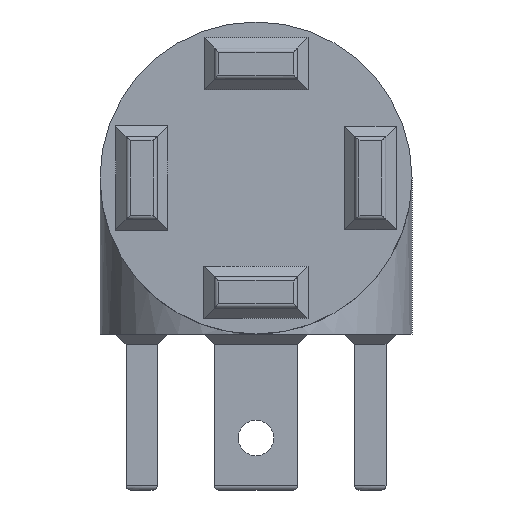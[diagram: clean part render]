
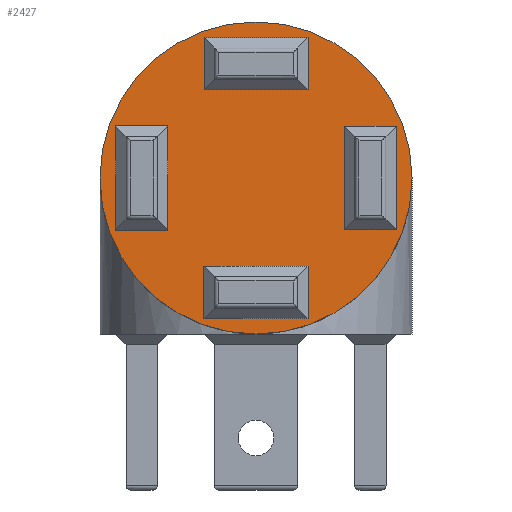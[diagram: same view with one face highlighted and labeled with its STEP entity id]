
A CAD part, front view. The second image highlights one B-rep face of the part: STEP entity #2427.
In plain terms, the highlighted planar face has unit normal (0, -1, 0).
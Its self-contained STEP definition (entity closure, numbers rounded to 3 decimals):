
#27 = CARTESIAN_POINT ( 'NONE',  ( -12.5, -15., 10. ) ) ;
#46 = VERTEX_POINT ( 'NONE', #1308 ) ;
#61 = EDGE_CURVE ( 'NONE', #3329, #1539, #3053, .T. ) ;
#62 = EDGE_CURVE ( 'NONE', #3267, #2210, #3474, .T. ) ;
#85 = CARTESIAN_POINT ( 'NONE',  ( 5., -15., 23.5 ) ) ;
#141 = ORIENTED_EDGE ( 'NONE', *, *, #1570, .T. ) ;
#158 = DIRECTION ( 'NONE',  ( 0., 1., 0. ) ) ;
#230 = LINE ( 'NONE', #438, #1339 ) ;
#235 = CARTESIAN_POINT ( 'NONE',  ( 13.5, -15., 11. ) ) ;
#253 = ORIENTED_EDGE ( 'NONE', *, *, #2916, .T. ) ;
#295 = DIRECTION ( 'NONE',  ( 0., 0., 1. ) ) ;
#301 = CARTESIAN_POINT ( 'NONE',  ( 0., -15., 15. ) ) ;
#354 = CARTESIAN_POINT ( 'NONE',  ( -4., -15., 1.5 ) ) ;
#357 = VERTEX_POINT ( 'NONE', #1452 ) ;
#361 = ORIENTED_EDGE ( 'NONE', *, *, #625, .T. ) ;
#372 = DIRECTION ( 'NONE',  ( -1., 0., 0. ) ) ;
#415 = CARTESIAN_POINT ( 'NONE',  ( 8.5, -15., 20. ) ) ;
#423 = VECTOR ( 'NONE', #2302, 1000. ) ;
#438 = CARTESIAN_POINT ( 'NONE',  ( 4., -15., 6.5 ) ) ;
#520 = LINE ( 'NONE', #2924, #2389 ) ;
#537 = FACE_BOUND ( 'NONE', #2946, .T. ) ;
#556 = FACE_BOUND ( 'NONE', #981, .T. ) ;
#559 = EDGE_LOOP ( 'NONE', ( #2241, #2855 ) ) ;
#566 = EDGE_LOOP ( 'NONE', ( #2400, #2966, #2106, #361 ) ) ;
#567 = EDGE_CURVE ( 'NONE', #3444, #917, #1162, .T. ) ;
#594 = CARTESIAN_POINT ( 'NONE',  ( 8.5, -15., 19. ) ) ;
#612 = EDGE_CURVE ( 'NONE', #1128, #3267, #2235, .T. ) ;
#625 = EDGE_CURVE ( 'NONE', #46, #2126, #1501, .T. ) ;
#652 = AXIS2_PLACEMENT_3D ( 'NONE', #2605, #158, #1594 ) ;
#677 = CARTESIAN_POINT ( 'NONE',  ( -13.5, -15., 10. ) ) ;
#698 = DIRECTION ( 'NONE',  ( 1., 0., 0. ) ) ;
#699 = VECTOR ( 'NONE', #3189, 1000. ) ;
#719 = CARTESIAN_POINT ( 'NONE',  ( -5., -15., 6.5 ) ) ;
#746 = CARTESIAN_POINT ( 'NONE',  ( -8.5, -15., 10. ) ) ;
#800 = FACE_BOUND ( 'NONE', #566, .T. ) ;
#807 = DIRECTION ( 'NONE',  ( 0., 0., -1. ) ) ;
#826 = EDGE_LOOP ( 'NONE', ( #253, #2794, #1757, #1091 ) ) ;
#847 = LINE ( 'NONE', #3322, #1694 ) ;
#895 = CARTESIAN_POINT ( 'NONE',  ( -5., -15., 27.5 ) ) ;
#917 = VERTEX_POINT ( 'NONE', #3401 ) ;
#939 = VECTOR ( 'NONE', #698, 1000. ) ;
#964 = DIRECTION ( 'NONE',  ( 0., 0., 1. ) ) ;
#981 = EDGE_LOOP ( 'NONE', ( #141, #1437, #3394, #1296 ) ) ;
#1003 = VECTOR ( 'NONE', #1680, 1000. ) ;
#1030 = CARTESIAN_POINT ( 'NONE',  ( 0., -15., 15. ) ) ;
#1091 = ORIENTED_EDGE ( 'NONE', *, *, #3449, .T. ) ;
#1128 = VERTEX_POINT ( 'NONE', #3205 ) ;
#1134 = CARTESIAN_POINT ( 'NONE',  ( -4., -15., 23.5 ) ) ;
#1162 = LINE ( 'NONE', #354, #2258 ) ;
#1181 = EDGE_CURVE ( 'NONE', #1406, #2307, #3024, .T. ) ;
#1199 = ORIENTED_EDGE ( 'NONE', *, *, #2250, .T. ) ;
#1236 = CARTESIAN_POINT ( 'NONE',  ( 9.5, -15., 10. ) ) ;
#1275 = CARTESIAN_POINT ( 'NONE',  ( 5., -15., 6.5 ) ) ;
#1277 = EDGE_CURVE ( 'NONE', #1539, #3329, #1505, .T. ) ;
#1278 = VECTOR ( 'NONE', #807, 1000. ) ;
#1296 = ORIENTED_EDGE ( 'NONE', *, *, #2305, .T. ) ;
#1308 = CARTESIAN_POINT ( 'NONE',  ( -5., -15., 28.5 ) ) ;
#1333 = VECTOR ( 'NONE', #2295, 1000. ) ;
#1339 = VECTOR ( 'NONE', #2123, 1000. ) ;
#1342 = LINE ( 'NONE', #3018, #1278 ) ;
#1391 = ORIENTED_EDGE ( 'NONE', *, *, #567, .T. ) ;
#1394 = DIRECTION ( 'NONE',  ( 0., 1., 0. ) ) ;
#1406 = VERTEX_POINT ( 'NONE', #746 ) ;
#1433 = DIRECTION ( 'NONE',  ( -1., 0., 0. ) ) ;
#1437 = ORIENTED_EDGE ( 'NONE', *, *, #612, .T. ) ;
#1438 = CARTESIAN_POINT ( 'NONE',  ( 5., -15., 28.5 ) ) ;
#1452 = CARTESIAN_POINT ( 'NONE',  ( -8.5, -15., 20. ) ) ;
#1501 = LINE ( 'NONE', #2316, #1564 ) ;
#1505 = CIRCLE ( 'NONE', #652, 15. ) ;
#1539 = VERTEX_POINT ( 'NONE', #3311 ) ;
#1541 = CARTESIAN_POINT ( 'NONE',  ( -13.5, -15., 20. ) ) ;
#1555 = VERTEX_POINT ( 'NONE', #719 ) ;
#1564 = VECTOR ( 'NONE', #3337, 1000. ) ;
#1565 = VECTOR ( 'NONE', #2674, 1000. ) ;
#1570 = EDGE_CURVE ( 'NONE', #1934, #1128, #3199, .T. ) ;
#1594 = DIRECTION ( 'NONE',  ( 0., 0., 1. ) ) ;
#1604 = DIRECTION ( 'NONE',  ( 0., 0., -1. ) ) ;
#1620 = PLANE ( 'NONE',  #1906 ) ;
#1680 = DIRECTION ( 'NONE',  ( 0., 0., 1. ) ) ;
#1694 = VECTOR ( 'NONE', #2753, 1000. ) ;
#1703 = DIRECTION ( 'NONE',  ( -1., 0., 0. ) ) ;
#1718 = EDGE_CURVE ( 'NONE', #2126, #2588, #1342, .T. ) ;
#1757 = ORIENTED_EDGE ( 'NONE', *, *, #2371, .T. ) ;
#1795 = VECTOR ( 'NONE', #964, 1000. ) ;
#1829 = EDGE_CURVE ( 'NONE', #1555, #2761, #230, .T. ) ;
#1891 = FACE_BOUND ( 'NONE', #826, .T. ) ;
#1906 = AXIS2_PLACEMENT_3D ( 'NONE', #1030, #2122, #295 ) ;
#1934 = VERTEX_POINT ( 'NONE', #2051 ) ;
#2005 = ORIENTED_EDGE ( 'NONE', *, *, #2808, .T. ) ;
#2027 = LINE ( 'NONE', #2108, #699 ) ;
#2036 = VERTEX_POINT ( 'NONE', #3263 ) ;
#2049 = LINE ( 'NONE', #2087, #423 ) ;
#2051 = CARTESIAN_POINT ( 'NONE',  ( 13.5, -15., 20. ) ) ;
#2087 = CARTESIAN_POINT ( 'NONE',  ( -5., -15., 5.5 ) ) ;
#2106 = ORIENTED_EDGE ( 'NONE', *, *, #3419, .T. ) ;
#2108 = CARTESIAN_POINT ( 'NONE',  ( 12.5, -15., 20. ) ) ;
#2122 = DIRECTION ( 'NONE',  ( 0., 1., 0. ) ) ;
#2123 = DIRECTION ( 'NONE',  ( 1., 0., 0. ) ) ;
#2126 = VERTEX_POINT ( 'NONE', #1438 ) ;
#2142 = LINE ( 'NONE', #2977, #2538 ) ;
#2210 = VERTEX_POINT ( 'NONE', #415 ) ;
#2228 = DIRECTION ( 'NONE',  ( 0., 0., 1. ) ) ;
#2235 = LINE ( 'NONE', #1236, #1333 ) ;
#2241 = ORIENTED_EDGE ( 'NONE', *, *, #1277, .F. ) ;
#2250 = EDGE_CURVE ( 'NONE', #917, #1555, #2049, .T. ) ;
#2258 = VECTOR ( 'NONE', #1433, 1000. ) ;
#2295 = DIRECTION ( 'NONE',  ( -1., 0., 0. ) ) ;
#2302 = DIRECTION ( 'NONE',  ( 0., 0., 1. ) ) ;
#2305 = EDGE_CURVE ( 'NONE', #2210, #1934, #2027, .T. ) ;
#2307 = VERTEX_POINT ( 'NONE', #677 ) ;
#2316 = CARTESIAN_POINT ( 'NONE',  ( 4., -15., 28.5 ) ) ;
#2371 = EDGE_CURVE ( 'NONE', #2307, #3511, #2142, .T. ) ;
#2389 = VECTOR ( 'NONE', #1604, 1000. ) ;
#2400 = ORIENTED_EDGE ( 'NONE', *, *, #1718, .T. ) ;
#2427 = ADVANCED_FACE ( 'NONE', ( #800, #1891, #556, #537, #3225 ), #1620, .F. ) ;
#2487 = EDGE_CURVE ( 'NONE', #2588, #2036, #3078, .T. ) ;
#2538 = VECTOR ( 'NONE', #2994, 1000. ) ;
#2576 = ORIENTED_EDGE ( 'NONE', *, *, #1829, .T. ) ;
#2588 = VERTEX_POINT ( 'NONE', #85 ) ;
#2605 = CARTESIAN_POINT ( 'NONE',  ( 0., -15., 15. ) ) ;
#2674 = DIRECTION ( 'NONE',  ( 0., 0., -1. ) ) ;
#2753 = DIRECTION ( 'NONE',  ( 0., 0., -1. ) ) ;
#2761 = VERTEX_POINT ( 'NONE', #1275 ) ;
#2794 = ORIENTED_EDGE ( 'NONE', *, *, #1181, .T. ) ;
#2802 = CARTESIAN_POINT ( 'NONE',  ( -9.5, -15., 20. ) ) ;
#2808 = EDGE_CURVE ( 'NONE', #2761, #3444, #520, .T. ) ;
#2816 = LINE ( 'NONE', #2802, #939 ) ;
#2855 = ORIENTED_EDGE ( 'NONE', *, *, #61, .F. ) ;
#2916 = EDGE_CURVE ( 'NONE', #357, #1406, #847, .T. ) ;
#2924 = CARTESIAN_POINT ( 'NONE',  ( 5., -15., 2.5 ) ) ;
#2946 = EDGE_LOOP ( 'NONE', ( #1391, #1199, #2576, #2005 ) ) ;
#2966 = ORIENTED_EDGE ( 'NONE', *, *, #2487, .T. ) ;
#2977 = CARTESIAN_POINT ( 'NONE',  ( -13.5, -15., 19. ) ) ;
#2994 = DIRECTION ( 'NONE',  ( 0., 0., 1. ) ) ;
#3018 = CARTESIAN_POINT ( 'NONE',  ( 5., -15., 24.5 ) ) ;
#3024 = LINE ( 'NONE', #27, #3049 ) ;
#3049 = VECTOR ( 'NONE', #1703, 1000. ) ;
#3053 = CIRCLE ( 'NONE', #3223, 15. ) ;
#3074 = CARTESIAN_POINT ( 'NONE',  ( 5., -15., 1.5 ) ) ;
#3078 = LINE ( 'NONE', #1134, #3440 ) ;
#3086 = CARTESIAN_POINT ( 'NONE',  ( 0., -15., 30. ) ) ;
#3189 = DIRECTION ( 'NONE',  ( 1., 0., 0. ) ) ;
#3199 = LINE ( 'NONE', #235, #1565 ) ;
#3205 = CARTESIAN_POINT ( 'NONE',  ( 13.5, -15., 10. ) ) ;
#3223 = AXIS2_PLACEMENT_3D ( 'NONE', #301, #1394, #2228 ) ;
#3225 = FACE_OUTER_BOUND ( 'NONE', #559, .T. ) ;
#3263 = CARTESIAN_POINT ( 'NONE',  ( -5., -15., 23.5 ) ) ;
#3267 = VERTEX_POINT ( 'NONE', #3303 ) ;
#3303 = CARTESIAN_POINT ( 'NONE',  ( 8.5, -15., 10. ) ) ;
#3311 = CARTESIAN_POINT ( 'NONE',  ( 0., -15., 0. ) ) ;
#3322 = CARTESIAN_POINT ( 'NONE',  ( -8.5, -15., 11. ) ) ;
#3329 = VERTEX_POINT ( 'NONE', #3086 ) ;
#3337 = DIRECTION ( 'NONE',  ( 1., 0., 0. ) ) ;
#3394 = ORIENTED_EDGE ( 'NONE', *, *, #62, .T. ) ;
#3397 = LINE ( 'NONE', #895, #1795 ) ;
#3401 = CARTESIAN_POINT ( 'NONE',  ( -5., -15., 1.5 ) ) ;
#3419 = EDGE_CURVE ( 'NONE', #2036, #46, #3397, .T. ) ;
#3440 = VECTOR ( 'NONE', #372, 1000. ) ;
#3444 = VERTEX_POINT ( 'NONE', #3074 ) ;
#3449 = EDGE_CURVE ( 'NONE', #3511, #357, #2816, .T. ) ;
#3474 = LINE ( 'NONE', #594, #1003 ) ;
#3511 = VERTEX_POINT ( 'NONE', #1541 ) ;
